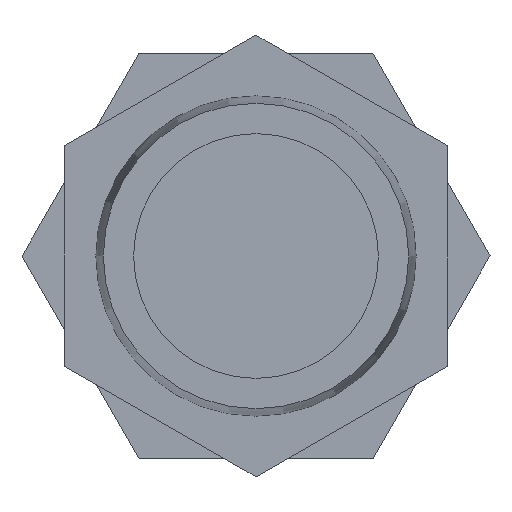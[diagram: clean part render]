
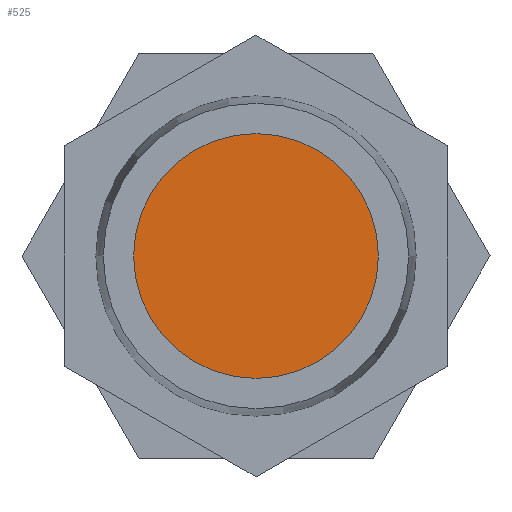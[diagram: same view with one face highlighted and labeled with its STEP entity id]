
A CAD part, front view. The second image highlights one B-rep face of the part: STEP entity #525.
In plain terms, the highlighted planar face has unit normal (0, -1, 0).
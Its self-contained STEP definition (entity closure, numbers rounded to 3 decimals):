
#136=ORIENTED_EDGE('',*,*,#244,.T.);
#244=EDGE_CURVE('',#303,#303,#350,.T.);
#303=VERTEX_POINT('',#1010);
#350=CIRCLE('',#772,16.);
#383=EDGE_LOOP('',(#136));
#445=FACE_BOUND('',#383,.T.);
#495=PLANE('',#779);
#525=ADVANCED_FACE('',(#445),#495,.T.);
#772=AXIS2_PLACEMENT_3D('',#1009,#849,#850);
#779=AXIS2_PLACEMENT_3D('',#1020,#863,#864);
#849=DIRECTION('',(0.,-1.,0.));
#850=DIRECTION('',(0.,0.,-1.));
#863=DIRECTION('',(0.,-1.,0.));
#864=DIRECTION('',(0.,0.,-1.));
#1009=CARTESIAN_POINT('',(0.,26.2,0.));
#1010=CARTESIAN_POINT('',(0.,26.2,-16.));
#1020=CARTESIAN_POINT('',(0.,26.2,0.));
